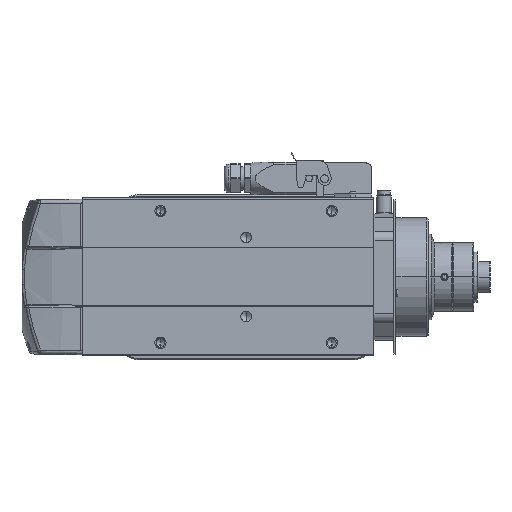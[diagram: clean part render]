
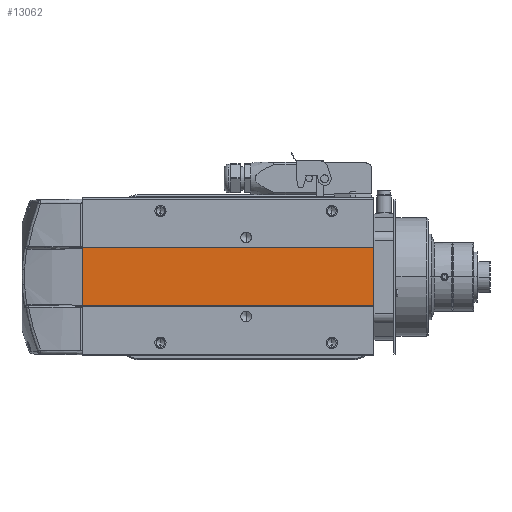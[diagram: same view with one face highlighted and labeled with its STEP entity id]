
A CAD part, top view. The second image highlights one B-rep face of the part: STEP entity #13062.
In plain terms, the highlighted face is planar.
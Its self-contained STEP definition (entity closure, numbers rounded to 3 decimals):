
#8337=CARTESIAN_POINT('Vertex',(-50.501,0.,-22.)) ;
#8344=CARTESIAN_POINT('Vertex',(-50.501,221.,-22.)) ;
#8418=CARTESIAN_POINT('Line Origine',(-50.5,221.,0.)) ;
#8422=CARTESIAN_POINT('Vertex',(-50.501,221.,22.)) ;
#10034=CARTESIAN_POINT('Vertex',(-50.501,0.,22.)) ;
#10037=CARTESIAN_POINT('Line Origine',(-50.5,0.,0.)) ;
#13041=CARTESIAN_POINT('Axis2P3D Location',(-50.5,1013.008,22.)) ;
#13046=CARTESIAN_POINT('Line Origine',(-50.5,110.5,-22.)) ;
#13051=CARTESIAN_POINT('Line Origine',(-50.5,110.5,22.)) ;
#8419=DIRECTION('Vector Direction',(0.,0.,1.)) ;
#10038=DIRECTION('Vector Direction',(0.,0.,-1.)) ;
#13042=DIRECTION('Axis2P3D Direction',(-1.,0.,0.)) ;
#13043=DIRECTION('Axis2P3D XDirection',(0.,0.,1.)) ;
#13047=DIRECTION('Vector Direction',(0.,-1.,0.)) ;
#13052=DIRECTION('Vector Direction',(0.,-1.,0.)) ;
#13044=AXIS2_PLACEMENT_3D('Plane Axis2P3D',#13041,#13042,#13043) ;
#13057=ORIENTED_EDGE('',*,*,#8424,.F.) ;
#13058=ORIENTED_EDGE('',*,*,#13050,.T.) ;
#13059=ORIENTED_EDGE('',*,*,#10041,.F.) ;
#13060=ORIENTED_EDGE('',*,*,#13055,.F.) ;
#8420=VECTOR('Line Direction',#8419,1.) ;
#10039=VECTOR('Line Direction',#10038,1.) ;
#13048=VECTOR('Line Direction',#13047,1.) ;
#13053=VECTOR('Line Direction',#13052,1.) ;
#13062=ADVANCED_FACE('',(#13061),#13045,.T.) ;
#8424=EDGE_CURVE('',#8345,#8423,#8421,.T.) ;
#10041=EDGE_CURVE('',#10035,#8338,#10040,.T.) ;
#13050=EDGE_CURVE('',#8345,#8338,#13049,.T.) ;
#13055=EDGE_CURVE('',#8423,#10035,#13054,.T.) ;
#13056=EDGE_LOOP('',(#13057,#13058,#13059,#13060)) ;
#13061=FACE_OUTER_BOUND('',#13056,.T.) ;
#8421=LINE('Line',#8418,#8420) ;
#10040=LINE('Line',#10037,#10039) ;
#13049=LINE('Line',#13046,#13048) ;
#13054=LINE('Line',#13051,#13053) ;
#13045=PLANE('Plane',#13044) ;
#8338=VERTEX_POINT('',#8337) ;
#8345=VERTEX_POINT('',#8344) ;
#8423=VERTEX_POINT('',#8422) ;
#10035=VERTEX_POINT('',#10034) ;
